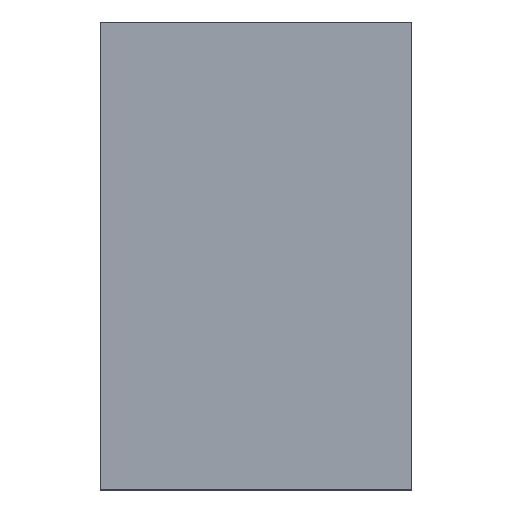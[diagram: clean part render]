
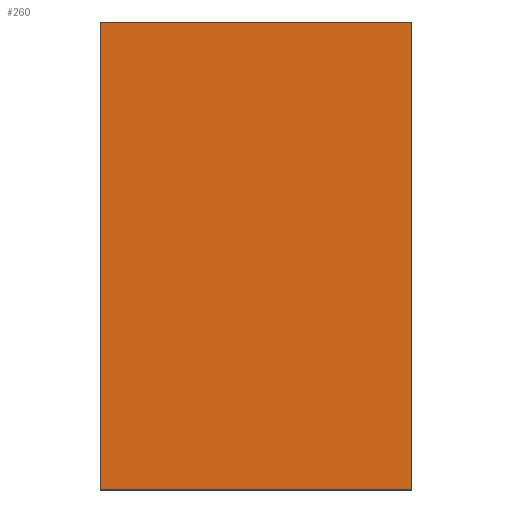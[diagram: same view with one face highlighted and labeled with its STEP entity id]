
A CAD part, top view. The second image highlights one B-rep face of the part: STEP entity #260.
In plain terms, the highlighted planar face has unit normal (0, 0, 1).
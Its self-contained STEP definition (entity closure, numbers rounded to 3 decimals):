
#2 = VECTOR ( 'NONE', #271, 1000. ) ;
#8 = CARTESIAN_POINT ( 'NONE',  ( -10., 15., 1.1 ) ) ;
#20 = EDGE_CURVE ( 'NONE', #193, #72, #65, .T. ) ;
#28 = DIRECTION ( 'NONE',  ( 1., 0., 0. ) ) ;
#30 = CARTESIAN_POINT ( 'NONE',  ( 10., 15., 1.1 ) ) ;
#33 = DIRECTION ( 'NONE',  ( -1., 0., 0. ) ) ;
#40 = EDGE_CURVE ( 'NONE', #72, #298, #147, .T. ) ;
#65 = LINE ( 'NONE', #274, #2 ) ;
#72 = VERTEX_POINT ( 'NONE', #30 ) ;
#78 = CARTESIAN_POINT ( 'NONE',  ( -10., -15., 1.1 ) ) ;
#87 = LINE ( 'NONE', #78, #232 ) ;
#91 = EDGE_CURVE ( 'NONE', #298, #120, #87, .T. ) ;
#98 = CARTESIAN_POINT ( 'NONE',  ( 10., -15., 1.1 ) ) ;
#102 = CARTESIAN_POINT ( 'NONE',  ( -10., 15., 1.1 ) ) ;
#120 = VERTEX_POINT ( 'NONE', #150 ) ;
#122 = DIRECTION ( 'NONE',  ( 0., 0., -1. ) ) ;
#124 = EDGE_CURVE ( 'NONE', #120, #193, #182, .T. ) ;
#147 = LINE ( 'NONE', #102, #273 ) ;
#150 = CARTESIAN_POINT ( 'NONE',  ( -10., -15., 1.1 ) ) ;
#160 = EDGE_LOOP ( 'NONE', ( #211, #280, #293, #218 ) ) ;
#165 = VECTOR ( 'NONE', #28, 1000. ) ;
#172 = DIRECTION ( 'NONE',  ( 0., -1., 0. ) ) ;
#182 = LINE ( 'NONE', #217, #165 ) ;
#183 = FACE_OUTER_BOUND ( 'NONE', #160, .T. ) ;
#193 = VERTEX_POINT ( 'NONE', #98 ) ;
#211 = ORIENTED_EDGE ( 'NONE', *, *, #20, .T. ) ;
#217 = CARTESIAN_POINT ( 'NONE',  ( -10., -15., 1.1 ) ) ;
#218 = ORIENTED_EDGE ( 'NONE', *, *, #124, .T. ) ;
#232 = VECTOR ( 'NONE', #172, 1000. ) ;
#245 = DIRECTION ( 'NONE',  ( -1., 0., 0. ) ) ;
#260 = ADVANCED_FACE ( 'NONE', ( #183 ), #268, .F. ) ;
#268 = PLANE ( 'NONE',  #275 ) ;
#269 = CARTESIAN_POINT ( 'NONE',  ( 0., 0., 1.1 ) ) ;
#271 = DIRECTION ( 'NONE',  ( 0., 1., 0. ) ) ;
#273 = VECTOR ( 'NONE', #33, 1000. ) ;
#274 = CARTESIAN_POINT ( 'NONE',  ( 10., -15., 1.1 ) ) ;
#275 = AXIS2_PLACEMENT_3D ( 'NONE', #269, #122, #245 ) ;
#280 = ORIENTED_EDGE ( 'NONE', *, *, #40, .T. ) ;
#293 = ORIENTED_EDGE ( 'NONE', *, *, #91, .T. ) ;
#298 = VERTEX_POINT ( 'NONE', #8 ) ;
